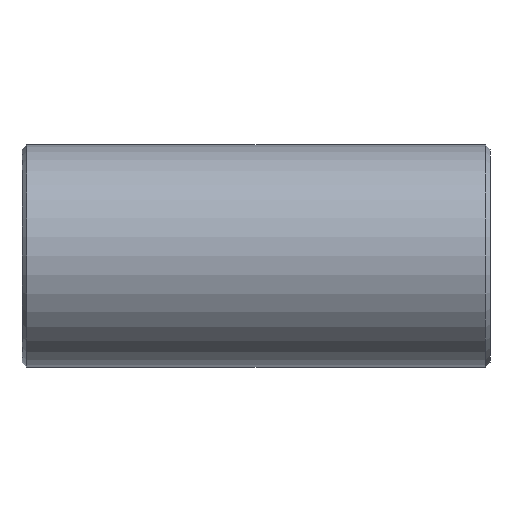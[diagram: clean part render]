
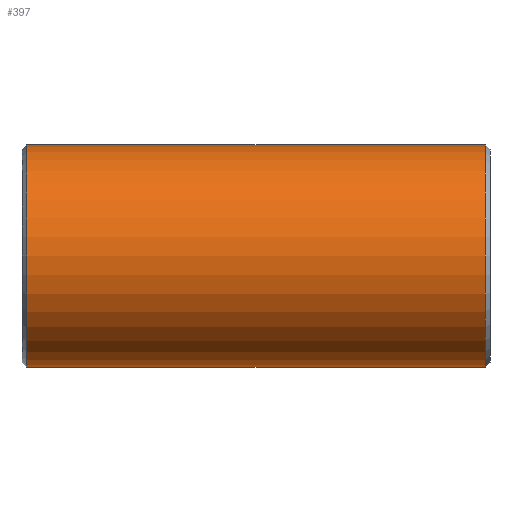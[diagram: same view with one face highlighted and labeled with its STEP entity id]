
A CAD part, front view. The second image highlights one B-rep face of the part: STEP entity #397.
In plain terms, the highlighted cylindrical face has radius 30.163 mm (diameter 60.325 mm), a partial arc.
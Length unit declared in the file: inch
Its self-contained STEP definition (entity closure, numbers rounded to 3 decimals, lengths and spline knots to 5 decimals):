
#21 = AXIS2_PLACEMENT_3D ( 'NONE', #75, #126, #243 ) ;
#52 = AXIS2_PLACEMENT_3D ( 'NONE', #488, #382, #669 ) ;
#67 = CARTESIAN_POINT ( 'NONE',  ( 2.44867, 0., -1.1875 ) ) ;
#75 = CARTESIAN_POINT ( 'NONE',  ( -2.44867, 0., 0. ) ) ;
#76 = CIRCLE ( 'NONE', #52, 1.1875 ) ;
#77 = VERTEX_POINT ( 'NONE', #385 ) ;
#80 = CARTESIAN_POINT ( 'NONE',  ( -2.44867, 0., -1.1875 ) ) ;
#94 = VECTOR ( 'NONE', #392, 39.37008 ) ;
#98 = CARTESIAN_POINT ( 'NONE',  ( 2.5, 0., -1.1875 ) ) ;
#110 = LINE ( 'NONE', #98, #94 ) ;
#120 = CYLINDRICAL_SURFACE ( 'NONE', #314, 1.1875 ) ;
#126 = DIRECTION ( 'NONE',  ( 1., 0., 0. ) ) ;
#181 = DIRECTION ( 'NONE',  ( -1., 0., 0. ) ) ;
#189 = LINE ( 'NONE', #423, #420 ) ;
#243 = DIRECTION ( 'NONE',  ( 0., 0., 1. ) ) ;
#244 = VERTEX_POINT ( 'NONE', #80 ) ;
#280 = EDGE_CURVE ( 'NONE', #322, #244, #387, .T. ) ;
#314 = AXIS2_PLACEMENT_3D ( 'NONE', #528, #181, #404 ) ;
#318 = EDGE_CURVE ( 'NONE', #77, #322, #189, .T. ) ;
#322 = VERTEX_POINT ( 'NONE', #388 ) ;
#328 = EDGE_LOOP ( 'NONE', ( #721, #492, #440, #641 ) ) ;
#337 = EDGE_CURVE ( 'NONE', #555, #244, #110, .T. ) ;
#382 = DIRECTION ( 'NONE',  ( -1., 0., 0. ) ) ;
#385 = CARTESIAN_POINT ( 'NONE',  ( 2.44867, 0., 1.1875 ) ) ;
#387 = CIRCLE ( 'NONE', #21, 1.1875 ) ;
#388 = CARTESIAN_POINT ( 'NONE',  ( -2.44867, 0., 1.1875 ) ) ;
#392 = DIRECTION ( 'NONE',  ( -1., 0., 0. ) ) ;
#397 = ADVANCED_FACE ( 'NONE', ( #467 ), #120, .T. ) ;
#404 = DIRECTION ( 'NONE',  ( 0., 0., 1. ) ) ;
#420 = VECTOR ( 'NONE', #661, 39.37008 ) ;
#423 = CARTESIAN_POINT ( 'NONE',  ( 2.5, 0., 1.1875 ) ) ;
#440 = ORIENTED_EDGE ( 'NONE', *, *, #318, .T. ) ;
#467 = FACE_OUTER_BOUND ( 'NONE', #328, .T. ) ;
#488 = CARTESIAN_POINT ( 'NONE',  ( 2.44867, 0., 0. ) ) ;
#492 = ORIENTED_EDGE ( 'NONE', *, *, #503, .T. ) ;
#503 = EDGE_CURVE ( 'NONE', #555, #77, #76, .T. ) ;
#528 = CARTESIAN_POINT ( 'NONE',  ( 2.5, 0., 0. ) ) ;
#555 = VERTEX_POINT ( 'NONE', #67 ) ;
#641 = ORIENTED_EDGE ( 'NONE', *, *, #280, .T. ) ;
#661 = DIRECTION ( 'NONE',  ( -1., 0., 0. ) ) ;
#669 = DIRECTION ( 'NONE',  ( 0., 0., -1. ) ) ;
#721 = ORIENTED_EDGE ( 'NONE', *, *, #337, .F. ) ;
